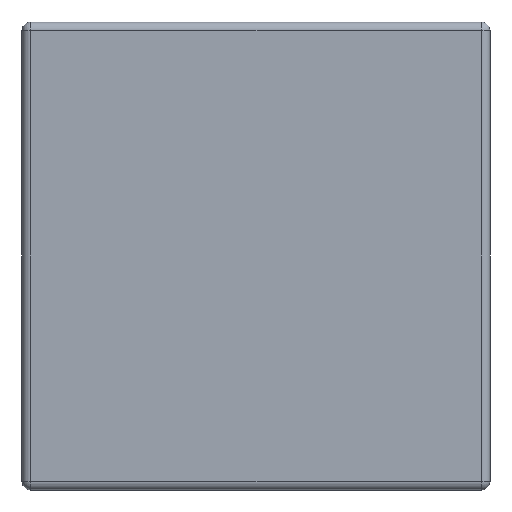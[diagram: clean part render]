
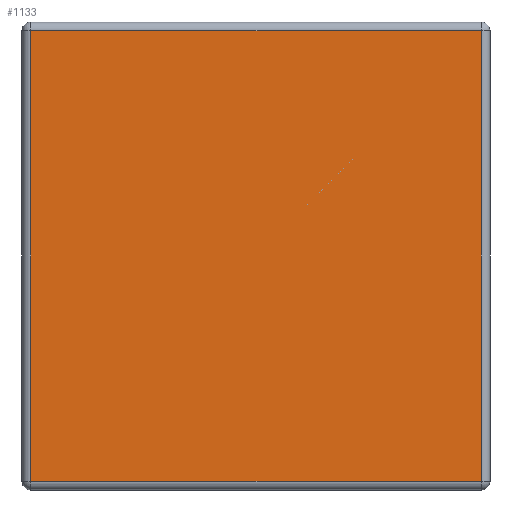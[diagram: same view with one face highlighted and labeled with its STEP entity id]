
A CAD part, left-side view. The second image highlights one B-rep face of the part: STEP entity #1133.
In plain terms, the highlighted planar face has unit normal (-1, 0, 0).
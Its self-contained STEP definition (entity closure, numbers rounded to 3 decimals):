
#4 = LINE ( 'NONE', #711, #1041 ) ;
#78 = ORIENTED_EDGE ( 'NONE', *, *, #1052, .T. ) ;
#167 = ORIENTED_EDGE ( 'NONE', *, *, #571, .T. ) ;
#205 = CARTESIAN_POINT ( 'NONE',  ( -1.6, 2.7, 1.3 ) ) ;
#234 = EDGE_LOOP ( 'NONE', ( #78, #1003, #167, #922 ) ) ;
#339 = DIRECTION ( 'NONE',  ( 0., 0., -1. ) ) ;
#417 = VERTEX_POINT ( 'NONE', #432 ) ;
#431 = PLANE ( 'NONE',  #701 ) ;
#432 = CARTESIAN_POINT ( 'NONE',  ( -1.6, 0.05, 1.3 ) ) ;
#434 = DIRECTION ( 'NONE',  ( 0., 0., 1. ) ) ;
#450 = VECTOR ( 'NONE', #718, 1000. ) ;
#482 = LINE ( 'NONE', #205, #665 ) ;
#485 = DIRECTION ( 'NONE',  ( 0., -1., 0. ) ) ;
#504 = VERTEX_POINT ( 'NONE', #760 ) ;
#510 = FACE_OUTER_BOUND ( 'NONE', #234, .T. ) ;
#517 = DIRECTION ( 'NONE',  ( 1., 0., 0. ) ) ;
#527 = VERTEX_POINT ( 'NONE', #745 ) ;
#541 = LINE ( 'NONE', #743, #1180 ) ;
#571 = EDGE_CURVE ( 'NONE', #504, #527, #541, .T. ) ;
#665 = VECTOR ( 'NONE', #1095, 1000. ) ;
#691 = LINE ( 'NONE', #710, #450 ) ;
#693 = CARTESIAN_POINT ( 'NONE',  ( -1.6, 2.7, 1.35 ) ) ;
#699 = EDGE_CURVE ( 'NONE', #527, #417, #4, .T. ) ;
#701 = AXIS2_PLACEMENT_3D ( 'NONE', #693, #517, #339 ) ;
#710 = CARTESIAN_POINT ( 'NONE',  ( -1.6, 2.65, 1.35 ) ) ;
#711 = CARTESIAN_POINT ( 'NONE',  ( -1.6, 0.05, 1.35 ) ) ;
#718 = DIRECTION ( 'NONE',  ( 0., 0., -1. ) ) ;
#743 = CARTESIAN_POINT ( 'NONE',  ( -1.6, 2.7, -1.3 ) ) ;
#745 = CARTESIAN_POINT ( 'NONE',  ( -1.6, 0.05, -1.3 ) ) ;
#760 = CARTESIAN_POINT ( 'NONE',  ( -1.6, 2.65, -1.3 ) ) ;
#830 = EDGE_CURVE ( 'NONE', #837, #504, #691, .T. ) ;
#837 = VERTEX_POINT ( 'NONE', #988 ) ;
#922 = ORIENTED_EDGE ( 'NONE', *, *, #699, .T. ) ;
#988 = CARTESIAN_POINT ( 'NONE',  ( -1.6, 2.65, 1.3 ) ) ;
#1003 = ORIENTED_EDGE ( 'NONE', *, *, #830, .T. ) ;
#1041 = VECTOR ( 'NONE', #434, 1000. ) ;
#1052 = EDGE_CURVE ( 'NONE', #417, #837, #482, .T. ) ;
#1095 = DIRECTION ( 'NONE',  ( 0., 1., 0. ) ) ;
#1133 = ADVANCED_FACE ( 'NONE', ( #510 ), #431, .F. ) ;
#1180 = VECTOR ( 'NONE', #485, 1000. ) ;
